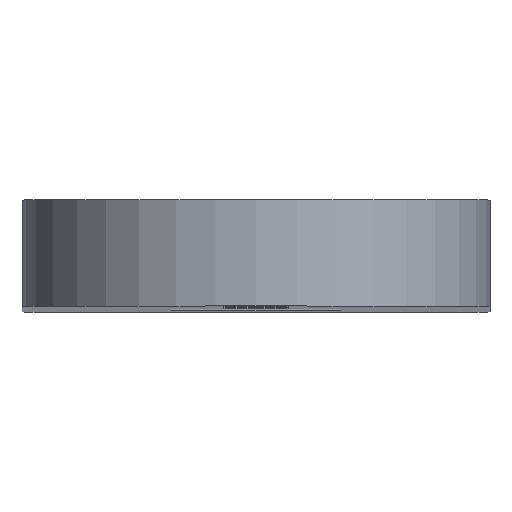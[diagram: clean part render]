
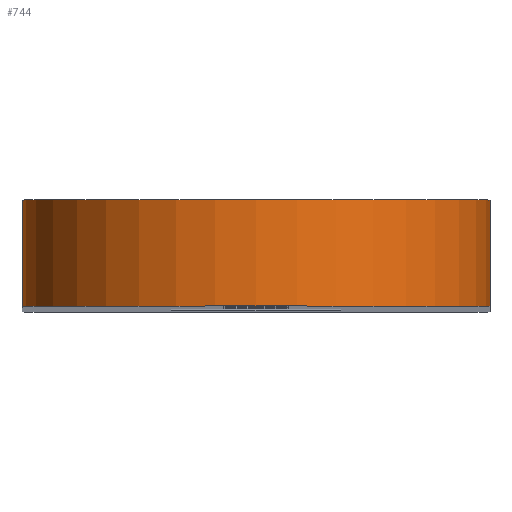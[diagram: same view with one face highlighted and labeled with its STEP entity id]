
A CAD part, top view. The second image highlights one B-rep face of the part: STEP entity #744.
In plain terms, the highlighted cylindrical face has radius 11 mm (diameter 22 mm), a partial arc.
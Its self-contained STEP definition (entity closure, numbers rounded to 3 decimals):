
#85=CIRCLE('',#812,11.);
#86=CIRCLE('',#813,11.);
#130=CYLINDRICAL_SURFACE('',#811,11.);
#161=FACE_OUTER_BOUND('',#196,.T.);
#196=EDGE_LOOP('',(#577,#578,#579,#580));
#291=LINE('',#1178,#336);
#292=LINE('',#1181,#337);
#336=VECTOR('',#958,10.);
#337=VECTOR('',#961,10.);
#386=VERTEX_POINT('',#1174);
#387=VERTEX_POINT('',#1175);
#388=VERTEX_POINT('',#1177);
#389=VERTEX_POINT('',#1179);
#465=EDGE_CURVE('',#386,#387,#85,.T.);
#466=EDGE_CURVE('',#386,#388,#291,.T.);
#467=EDGE_CURVE('',#389,#388,#86,.T.);
#468=EDGE_CURVE('',#387,#389,#292,.T.);
#577=ORIENTED_EDGE('',*,*,#465,.F.);
#578=ORIENTED_EDGE('',*,*,#466,.T.);
#579=ORIENTED_EDGE('',*,*,#467,.F.);
#580=ORIENTED_EDGE('',*,*,#468,.F.);
#744=ADVANCED_FACE('',(#161),#130,.T.);
#811=AXIS2_PLACEMENT_3D('',#1173,#954,#955);
#812=AXIS2_PLACEMENT_3D('',#1176,#956,#957);
#813=AXIS2_PLACEMENT_3D('',#1180,#959,#960);
#954=DIRECTION('center_axis',(0.,1.,0.));
#955=DIRECTION('ref_axis',(1.,0.,0.));
#956=DIRECTION('center_axis',(0.,-1.,0.));
#957=DIRECTION('ref_axis',(1.,0.,0.));
#958=DIRECTION('',(0.,1.,0.));
#959=DIRECTION('center_axis',(0.,1.,0.));
#960=DIRECTION('ref_axis',(1.,0.,0.));
#961=DIRECTION('',(0.,1.,0.));
#1173=CARTESIAN_POINT('Origin',(0.,0.,150.));
#1174=CARTESIAN_POINT('',(11.,0.,150.));
#1175=CARTESIAN_POINT('',(-11.,0.,150.));
#1176=CARTESIAN_POINT('Origin',(0.,0.,150.));
#1177=CARTESIAN_POINT('',(11.,5.,150.));
#1178=CARTESIAN_POINT('',(11.,0.,150.));
#1179=CARTESIAN_POINT('',(-11.,5.,150.));
#1180=CARTESIAN_POINT('Origin',(0.,5.,150.));
#1181=CARTESIAN_POINT('',(-11.,0.,150.));
